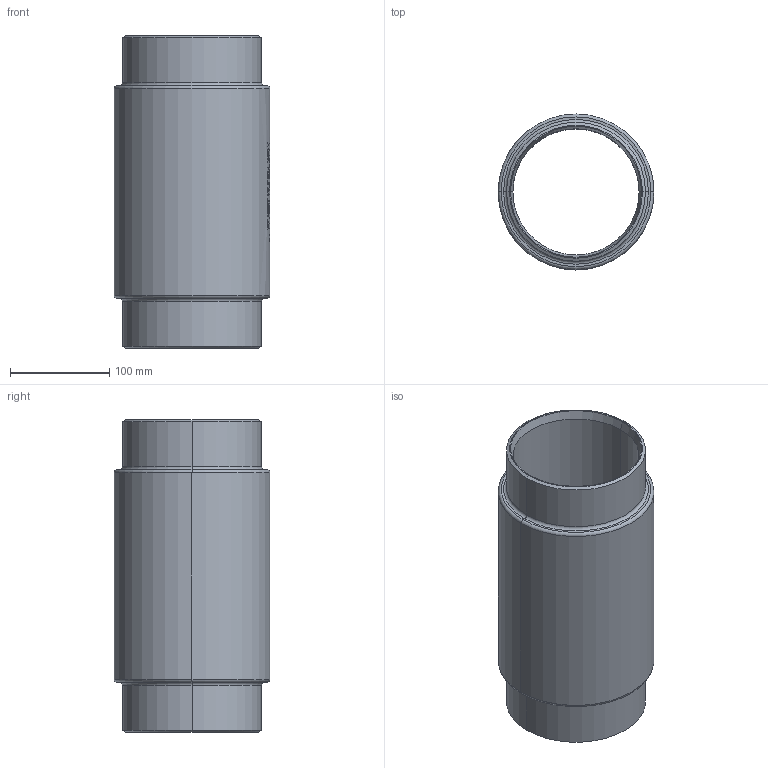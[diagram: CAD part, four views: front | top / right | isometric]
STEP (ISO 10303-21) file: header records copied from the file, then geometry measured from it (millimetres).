
FILE_DESCRIPTION (( 'STEP AP214' ), '1' );
FILE_NAME ('7110000_DN125_ PN16 51420142.STEP', '2022-03-17T10:56:46', ( 'axxx' ), ( 'Hewlett-Packard Company' ), 'SwSTEP 2.0', 'SolidWorks 2019', '' );
FILE_SCHEMA (( 'AUTOMOTIVE_DESIGN' ));
Length unit declared in the file: millimetre
Products named in the file (1): 7110000_DN125_ PN16 51420142
Bounding box: 156.6 x 156.6 x 314 mm (x, y, z)
Volume: 1658315.1 mm3; surface area: 287868.2 mm2
Topology: 1 solids, 1 shells, 498 faces, 1286 edges, 852 vertices
Faces by surface type: plane 266, bspline 190, cylinder 26, torus 8, cone 8
Entity records: 26544 total; most frequent: CARTESIAN_POINT 15688, ORIENTED_EDGE 2572, DIRECTION 1585, EDGE_CURVE 1286, VERTEX_POINT 852, VECTOR 747, LINE 747, EDGE_LOOP 562
